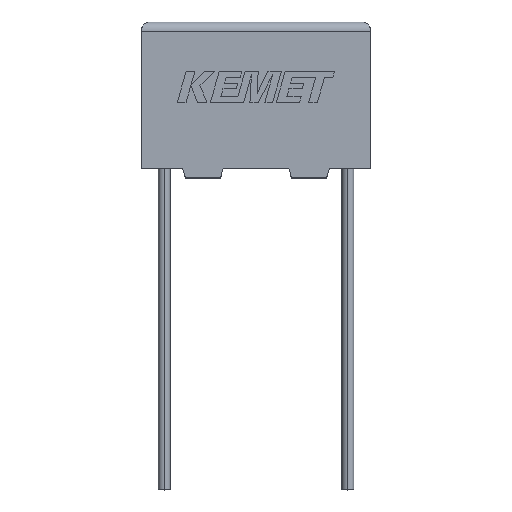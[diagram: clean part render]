
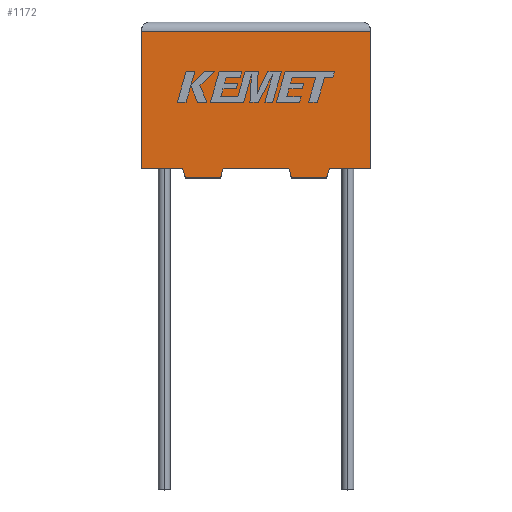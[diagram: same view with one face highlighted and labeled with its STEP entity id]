
A CAD part, top view. The second image highlights one B-rep face of the part: STEP entity #1172.
In plain terms, the highlighted planar face has unit normal (0, 0, 1).
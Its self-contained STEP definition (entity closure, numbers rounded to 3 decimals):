
#47 = EDGE_CURVE ( 'NONE', #2909, #770, #2399, .T. ) ;
#94 = EDGE_CURVE ( 'NONE', #2865, #2101, #3164, .T. ) ;
#108 = DIRECTION ( 'NONE',  ( 0., -1., 0. ) ) ;
#126 = ORIENTED_EDGE ( 'NONE', *, *, #555, .T. ) ;
#128 = DIRECTION ( 'NONE',  ( 0., 1., 0. ) ) ;
#201 = FACE_OUTER_BOUND ( 'NONE', #2561, .T. ) ;
#258 = DIRECTION ( 'NONE',  ( -1., 0., 0. ) ) ;
#265 = LINE ( 'NONE', #503, #1385 ) ;
#308 = DIRECTION ( 'NONE',  ( -0.287, -0.958, 0. ) ) ;
#317 = DIRECTION ( 'NONE',  ( 1., 0., 0. ) ) ;
#335 = VERTEX_POINT ( 'NONE', #1110 ) ;
#352 = ORIENTED_EDGE ( 'NONE', *, *, #1185, .F. ) ;
#395 = ORIENTED_EDGE ( 'NONE', *, *, #951, .F. ) ;
#410 = VECTOR ( 'NONE', #2462, 1000. ) ;
#417 = DIRECTION ( 'NONE',  ( 0., 0., -1. ) ) ;
#422 = CARTESIAN_POINT ( 'NONE',  ( 0., 0., 3.5 ) ) ;
#469 = CARTESIAN_POINT ( 'NONE',  ( 12.5, 7.5, 3.5 ) ) ;
#503 = CARTESIAN_POINT ( 'NONE',  ( 0., 0., 3.5 ) ) ;
#525 = EDGE_CURVE ( 'NONE', #2101, #2909, #1165, .T. ) ;
#528 = LINE ( 'NONE', #2762, #1149 ) ;
#537 = ORIENTED_EDGE ( 'NONE', *, *, #3106, .T. ) ;
#555 = EDGE_CURVE ( 'NONE', #2858, #2865, #265, .T. ) ;
#604 = ORIENTED_EDGE ( 'NONE', *, *, #94, .T. ) ;
#615 = CARTESIAN_POINT ( 'NONE',  ( 4.313, -0.5, 3.5 ) ) ;
#709 = EDGE_CURVE ( 'NONE', #335, #3043, #2943, .T. ) ;
#740 = ORIENTED_EDGE ( 'NONE', *, *, #2868, .T. ) ;
#770 = VERTEX_POINT ( 'NONE', #3116 ) ;
#775 = CARTESIAN_POINT ( 'NONE',  ( 10.1, -0.5, 3.5 ) ) ;
#802 = LINE ( 'NONE', #1804, #2355 ) ;
#818 = CARTESIAN_POINT ( 'NONE',  ( 4.313, -0.5, 3.5 ) ) ;
#930 = DIRECTION ( 'NONE',  ( -0.287, 0.958, 0. ) ) ;
#944 = VECTOR ( 'NONE', #1374, 1000. ) ;
#951 = EDGE_CURVE ( 'NONE', #2858, #1853, #2070, .T. ) ;
#965 = CARTESIAN_POINT ( 'NONE',  ( 0., 0., 3.5 ) ) ;
#1005 = ORIENTED_EDGE ( 'NONE', *, *, #2742, .F. ) ;
#1021 = DIRECTION ( 'NONE',  ( 1., 0., 0. ) ) ;
#1085 = LINE ( 'NONE', #1161, #3129 ) ;
#1110 = CARTESIAN_POINT ( 'NONE',  ( 2.25, 0., 3.5 ) ) ;
#1149 = VECTOR ( 'NONE', #258, 1000. ) ;
#1158 = ORIENTED_EDGE ( 'NONE', *, *, #525, .T. ) ;
#1161 = CARTESIAN_POINT ( 'NONE',  ( 2.4, -0.5, 3.5 ) ) ;
#1165 = LINE ( 'NONE', #2166, #2535 ) ;
#1172 = ADVANCED_FACE ( 'NONE', ( #201 ), #1709, .F. ) ;
#1177 = VECTOR ( 'NONE', #2894, 1000. ) ;
#1178 = LINE ( 'NONE', #2705, #1495 ) ;
#1185 = EDGE_CURVE ( 'NONE', #1792, #1527, #1178, .T. ) ;
#1188 = CARTESIAN_POINT ( 'NONE',  ( 2.25, 0., 3.5 ) ) ;
#1374 = DIRECTION ( 'NONE',  ( 0.287, 0.958, 0. ) ) ;
#1385 = VECTOR ( 'NONE', #1021, 1000. ) ;
#1391 = DIRECTION ( 'NONE',  ( 1., 0., 0. ) ) ;
#1495 = VECTOR ( 'NONE', #930, 1000. ) ;
#1527 = VERTEX_POINT ( 'NONE', #2794 ) ;
#1549 = ORIENTED_EDGE ( 'NONE', *, *, #709, .T. ) ;
#1639 = VECTOR ( 'NONE', #108, 1000. ) ;
#1672 = VERTEX_POINT ( 'NONE', #818 ) ;
#1698 = CARTESIAN_POINT ( 'NONE',  ( 2.4, -0.5, 3.5 ) ) ;
#1709 = PLANE ( 'NONE',  #2234 ) ;
#1792 = VERTEX_POINT ( 'NONE', #1976 ) ;
#1804 = CARTESIAN_POINT ( 'NONE',  ( 0., 0., 3.5 ) ) ;
#1810 = CARTESIAN_POINT ( 'NONE',  ( 4.463, 0., 3.5 ) ) ;
#1853 = VERTEX_POINT ( 'NONE', #775 ) ;
#1976 = CARTESIAN_POINT ( 'NONE',  ( 8.188, -0.5, 3.5 ) ) ;
#2001 = ORIENTED_EDGE ( 'NONE', *, *, #47, .T. ) ;
#2050 = CARTESIAN_POINT ( 'NONE',  ( 10.25, 0., 3.5 ) ) ;
#2070 = LINE ( 'NONE', #3061, #2384 ) ;
#2101 = VERTEX_POINT ( 'NONE', #469 ) ;
#2166 = CARTESIAN_POINT ( 'NONE',  ( 0., 7.5, 3.5 ) ) ;
#2207 = EDGE_CURVE ( 'NONE', #1672, #2556, #3083, .T. ) ;
#2229 = EDGE_CURVE ( 'NONE', #3043, #1672, #1085, .T. ) ;
#2234 = AXIS2_PLACEMENT_3D ( 'NONE', #2947, #417, #3175 ) ;
#2313 = CARTESIAN_POINT ( 'NONE',  ( 12.5, 0., 3.5 ) ) ;
#2330 = ORIENTED_EDGE ( 'NONE', *, *, #2207, .T. ) ;
#2355 = VECTOR ( 'NONE', #317, 1000. ) ;
#2383 = CARTESIAN_POINT ( 'NONE',  ( 12.5, 0., 3.5 ) ) ;
#2384 = VECTOR ( 'NONE', #308, 1000. ) ;
#2399 = LINE ( 'NONE', #422, #1639 ) ;
#2462 = DIRECTION ( 'NONE',  ( 1., 0., 0. ) ) ;
#2481 = LINE ( 'NONE', #965, #410 ) ;
#2535 = VECTOR ( 'NONE', #3158, 1000. ) ;
#2556 = VERTEX_POINT ( 'NONE', #1810 ) ;
#2561 = EDGE_LOOP ( 'NONE', ( #604, #1158, #2001, #537, #1549, #2843, #2330, #740, #352, #1005, #395, #126 ) ) ;
#2705 = CARTESIAN_POINT ( 'NONE',  ( 8.188, -0.5, 3.5 ) ) ;
#2742 = EDGE_CURVE ( 'NONE', #1853, #1792, #528, .T. ) ;
#2744 = VECTOR ( 'NONE', #128, 1000. ) ;
#2762 = CARTESIAN_POINT ( 'NONE',  ( 10.1, -0.5, 3.5 ) ) ;
#2794 = CARTESIAN_POINT ( 'NONE',  ( 8.037, 0., 3.5 ) ) ;
#2843 = ORIENTED_EDGE ( 'NONE', *, *, #2229, .T. ) ;
#2858 = VERTEX_POINT ( 'NONE', #2050 ) ;
#2865 = VERTEX_POINT ( 'NONE', #2313 ) ;
#2868 = EDGE_CURVE ( 'NONE', #2556, #1527, #802, .T. ) ;
#2894 = DIRECTION ( 'NONE',  ( 0.287, -0.958, 0. ) ) ;
#2909 = VERTEX_POINT ( 'NONE', #3069 ) ;
#2943 = LINE ( 'NONE', #1188, #1177 ) ;
#2947 = CARTESIAN_POINT ( 'NONE',  ( 0., 0., 3.5 ) ) ;
#3043 = VERTEX_POINT ( 'NONE', #1698 ) ;
#3061 = CARTESIAN_POINT ( 'NONE',  ( 10.25, 0., 3.5 ) ) ;
#3069 = CARTESIAN_POINT ( 'NONE',  ( 0., 7.5, 3.5 ) ) ;
#3083 = LINE ( 'NONE', #615, #944 ) ;
#3106 = EDGE_CURVE ( 'NONE', #770, #335, #2481, .T. ) ;
#3116 = CARTESIAN_POINT ( 'NONE',  ( 0., 0., 3.5 ) ) ;
#3129 = VECTOR ( 'NONE', #1391, 1000. ) ;
#3158 = DIRECTION ( 'NONE',  ( -1., 0., 0. ) ) ;
#3164 = LINE ( 'NONE', #2383, #2744 ) ;
#3175 = DIRECTION ( 'NONE',  ( -1., 0., 0. ) ) ;
